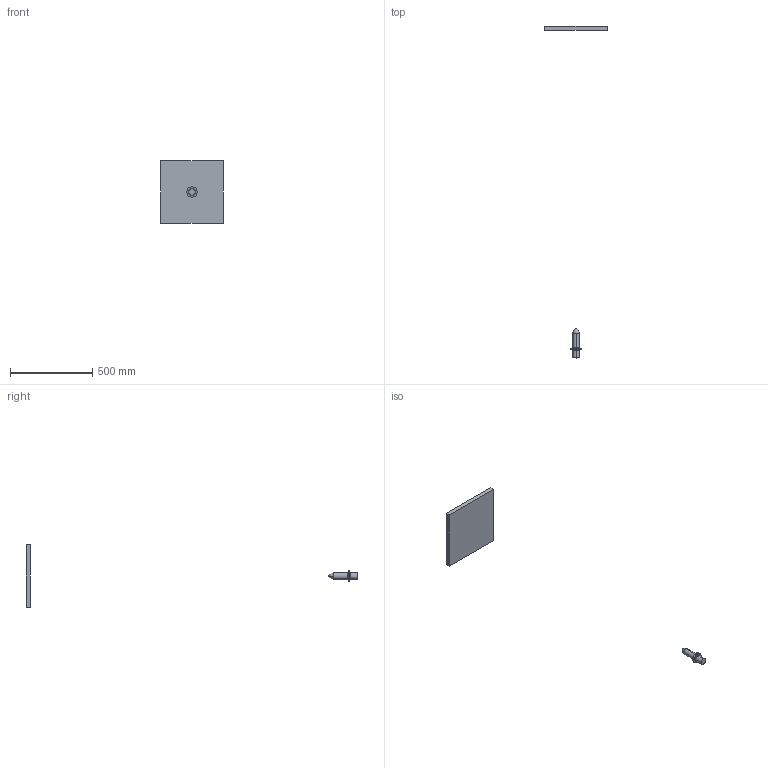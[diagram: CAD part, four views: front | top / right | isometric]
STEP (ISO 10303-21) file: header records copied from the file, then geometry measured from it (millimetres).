
FILE_DESCRIPTION (( 'STEP AP203' ), '1' );
FILE_NAME ('impact anvil 2.STEP', '2023-03-27T03:19:37', ( '' ), ( '' ), 'SwSTEP 2.0', 'SolidWorks 2022', '' );
FILE_SCHEMA (( 'CONFIG_CONTROL_DESIGN' ));
Length unit declared in the file: inch
Products named in the file (4): Impact Weight; impact anvil 2; Smash Plate; Impact Nose
Assembly tree (3 placements, depth 2):
  impact anvil 2
    Impact Weight
    Impact Nose
    Smash Plate
Bounding box: 381 x 2016.12 x 381 mm (x, y, z)
Volume: 3892744.4 mm3; surface area: 359476.5 mm2
Topology: 3 solids, 3 shells, 33 faces, 66 edges, 39 vertices
Faces by surface type: plane 11, cylinder 10, torus 6, cone 4, sphere 2
Entity records: 1258 total; most frequent: DIRECTION 176, CARTESIAN_POINT 140, ORIENTED_EDGE 124, AXIS2_PLACEMENT_3D 75, EDGE_CURVE 62, VERTEX_POINT 39, EDGE_LOOP 37, CIRCLE 36
